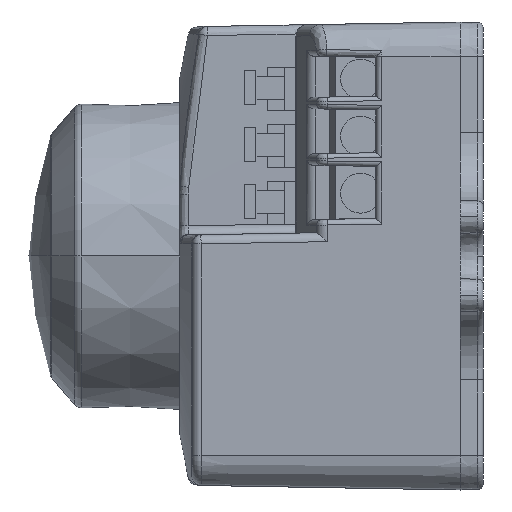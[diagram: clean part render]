
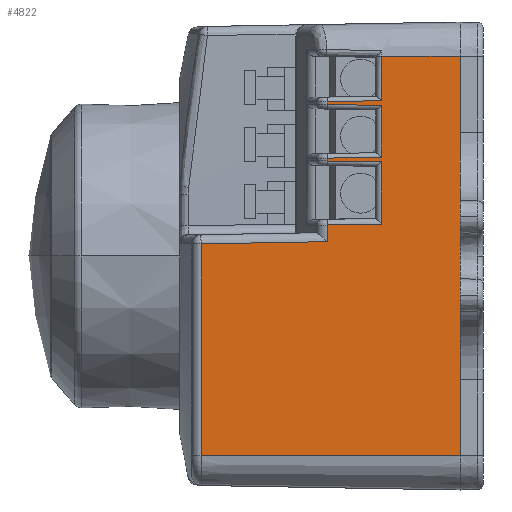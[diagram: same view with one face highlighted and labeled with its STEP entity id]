
A CAD part, left-side view. The second image highlights one B-rep face of the part: STEP entity #4822.
In plain terms, the highlighted face is planar.
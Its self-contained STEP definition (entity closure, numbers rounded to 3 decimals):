
#202 = CARTESIAN_POINT ( 'NONE',  ( -27.48, -13.191, 6.902 ) ) ;
#230 = ORIENTED_EDGE ( 'NONE', *, *, #6991, .F. ) ;
#295 = EDGE_LOOP ( 'NONE', ( #1749, #16057, #9162, #10673, #3817, #20114, #12487, #230, #11105, #15977, #5710, #3420, #5320, #493, #15078, #18097 ) ) ;
#493 = ORIENTED_EDGE ( 'NONE', *, *, #13526, .T. ) ;
#499 = VERTEX_POINT ( 'NONE', #20317 ) ;
#523 = VERTEX_POINT ( 'NONE', #12510 ) ;
#604 = CARTESIAN_POINT ( 'NONE',  ( -27.479, -13.608, 6.909 ) ) ;
#729 = CARTESIAN_POINT ( 'NONE',  ( -27.479, -9.049, 6.909 ) ) ;
#1020 = VERTEX_POINT ( 'NONE', #16368 ) ;
#1039 = VECTOR ( 'NONE', #12255, 1000. ) ;
#1059 = VECTOR ( 'NONE', #13007, 1000. ) ;
#1075 = LINE ( 'NONE', #18388, #2941 ) ;
#1154 = EDGE_CURVE ( 'NONE', #10476, #3300, #2622, .T. ) ;
#1749 = ORIENTED_EDGE ( 'NONE', *, *, #9633, .T. ) ;
#1916 = EDGE_CURVE ( 'NONE', #5378, #14635, #10237, .T. ) ;
#2176 = LINE ( 'NONE', #2474, #14424 ) ;
#2228 = VECTOR ( 'NONE', #6229, 1000. ) ;
#2236 = VERTEX_POINT ( 'NONE', #604 ) ;
#2474 = CARTESIAN_POINT ( 'NONE',  ( -27.396, -2.044, 11.665 ) ) ;
#2589 = LINE ( 'NONE', #202, #4021 ) ;
#2622 = LINE ( 'NONE', #4185, #12529 ) ;
#2691 = CARTESIAN_POINT ( 'NONE',  ( -27.396, -1.257, 11.665 ) ) ;
#2941 = VECTOR ( 'NONE', #12436, 1000. ) ;
#2979 = CARTESIAN_POINT ( 'NONE',  ( -27.608, -8.112, -0.447 ) ) ;
#3071 = VERTEX_POINT ( 'NONE', #19758 ) ;
#3216 = CARTESIAN_POINT ( 'NONE',  ( -27.479, -8.241, 6.909 ) ) ;
#3300 = VERTEX_POINT ( 'NONE', #11632 ) ;
#3380 = LINE ( 'NONE', #2979, #4660 ) ;
#3420 = ORIENTED_EDGE ( 'NONE', *, *, #5686, .T. ) ;
#3644 = EDGE_CURVE ( 'NONE', #3300, #14051, #2176, .T. ) ;
#3657 = CARTESIAN_POINT ( 'NONE',  ( -27.6, -17.5, 0. ) ) ;
#3817 = ORIENTED_EDGE ( 'NONE', *, *, #3644, .T. ) ;
#3933 = CARTESIAN_POINT ( 'NONE',  ( -27.6, 17.5, 0. ) ) ;
#3943 = DIRECTION ( 'NONE',  ( 0., 1., 0. ) ) ;
#4021 = VECTOR ( 'NONE', #8058, 1000. ) ;
#4185 = CARTESIAN_POINT ( 'NONE',  ( -27.594, -2.911, 0.354 ) ) ;
#4429 = VECTOR ( 'NONE', #10532, 1000. ) ;
#4486 = DIRECTION ( 'NONE',  ( 0.017, 0.017, 1. ) ) ;
#4660 = VECTOR ( 'NONE', #4839, 1000. ) ;
#4737 = VECTOR ( 'NONE', #16852, 1000. ) ;
#4822 = ADVANCED_FACE ( 'NONE', ( #5206 ), #10068, .T. ) ;
#4839 = DIRECTION ( 'NONE',  ( -0.017, 0.017, -1. ) ) ;
#5206 = FACE_OUTER_BOUND ( 'NONE', #295, .T. ) ;
#5320 = ORIENTED_EDGE ( 'NONE', *, *, #5718, .T. ) ;
#5378 = VERTEX_POINT ( 'NONE', #16883 ) ;
#5686 = EDGE_CURVE ( 'NONE', #2236, #3071, #15216, .T. ) ;
#5710 = ORIENTED_EDGE ( 'NONE', *, *, #12381, .T. ) ;
#5718 = EDGE_CURVE ( 'NONE', #3071, #10016, #1075, .T. ) ;
#5798 = DIRECTION ( 'NONE',  ( 0., 1., 0. ) ) ;
#5802 = CARTESIAN_POINT ( 'NONE',  ( -27.396, -13.274, 11.665 ) ) ;
#5871 = LINE ( 'NONE', #20374, #1039 ) ;
#5890 = DIRECTION ( 'NONE',  ( 0., 1., 0. ) ) ;
#5939 = VECTOR ( 'NONE', #16848, 1000. ) ;
#6018 = LINE ( 'NONE', #20113, #5939 ) ;
#6190 = EDGE_CURVE ( 'NONE', #11954, #17302, #11176, .T. ) ;
#6229 = DIRECTION ( 'NONE',  ( 0.017, 0., 1. ) ) ;
#6716 = CARTESIAN_POINT ( 'NONE',  ( -27.6, -17.5, 0. ) ) ;
#6991 = EDGE_CURVE ( 'NONE', #5378, #17302, #17255, .T. ) ;
#7772 = CARTESIAN_POINT ( 'NONE',  ( -27.6, 17.5, 0. ) ) ;
#7793 = EDGE_CURVE ( 'NONE', #14051, #11954, #5871, .T. ) ;
#8058 = DIRECTION ( 'NONE',  ( -0.017, 0.017, -1. ) ) ;
#8475 = DIRECTION ( 'NONE',  ( 0., 1., 0. ) ) ;
#8516 = CARTESIAN_POINT ( 'NONE',  ( -27.396, -8.575, 11.665 ) ) ;
#8692 = EDGE_CURVE ( 'NONE', #14635, #499, #9915, .T. ) ;
#9069 = AXIS2_PLACEMENT_3D ( 'NONE', #11404, #12944, #17683 ) ;
#9162 = ORIENTED_EDGE ( 'NONE', *, *, #20033, .T. ) ;
#9594 = VECTOR ( 'NONE', #5890, 1000. ) ;
#9633 = EDGE_CURVE ( 'NONE', #17542, #1020, #15410, .T. ) ;
#9915 = LINE ( 'NONE', #6716, #1059 ) ;
#10016 = VERTEX_POINT ( 'NONE', #5802 ) ;
#10068 = PLANE ( 'NONE',  #9069 ) ;
#10237 = LINE ( 'NONE', #3933, #4429 ) ;
#10476 = VERTEX_POINT ( 'NONE', #16669 ) ;
#10532 = DIRECTION ( 'NONE',  ( 0., -1., 0. ) ) ;
#10568 = CARTESIAN_POINT ( 'NONE',  ( -27.396, -7.936, 11.665 ) ) ;
#10673 = ORIENTED_EDGE ( 'NONE', *, *, #1154, .T. ) ;
#11105 = ORIENTED_EDGE ( 'NONE', *, *, #1916, .T. ) ;
#11176 = LINE ( 'NONE', #12716, #11519 ) ;
#11404 = CARTESIAN_POINT ( 'NONE',  ( -27.6, 17.5, 0. ) ) ;
#11519 = VECTOR ( 'NONE', #18989, 1000. ) ;
#11632 = CARTESIAN_POINT ( 'NONE',  ( -27.396, -2.715, 11.665 ) ) ;
#11701 = LINE ( 'NONE', #729, #13093 ) ;
#11887 = EDGE_CURVE ( 'NONE', #523, #17542, #6018, .T. ) ;
#11954 = VERTEX_POINT ( 'NONE', #12201 ) ;
#12201 = CARTESIAN_POINT ( 'NONE',  ( -27.204, -1.064, 22.714 ) ) ;
#12216 = CARTESIAN_POINT ( 'NONE',  ( -27.59, -13.719, 0.545 ) ) ;
#12255 = DIRECTION ( 'NONE',  ( 0.017, 0.017, 1. ) ) ;
#12381 = EDGE_CURVE ( 'NONE', #499, #2236, #15087, .T. ) ;
#12427 = VECTOR ( 'NONE', #3943, 1000. ) ;
#12436 = DIRECTION ( 'NONE',  ( 0., 1., 0. ) ) ;
#12487 = ORIENTED_EDGE ( 'NONE', *, *, #6190, .T. ) ;
#12510 = CARTESIAN_POINT ( 'NONE',  ( -27.479, -8.658, 6.909 ) ) ;
#12529 = VECTOR ( 'NONE', #18390, 1000. ) ;
#12716 = CARTESIAN_POINT ( 'NONE',  ( -27.204, 17.5, 22.714 ) ) ;
#12766 = CARTESIAN_POINT ( 'NONE',  ( -27.204, 17.5, 22.714 ) ) ;
#12944 = DIRECTION ( 'NONE',  ( -1., 0., 0.017 ) ) ;
#13007 = DIRECTION ( 'NONE',  ( 0.017, 0., 1. ) ) ;
#13093 = VECTOR ( 'NONE', #5798, 1000. ) ;
#13526 = EDGE_CURVE ( 'NONE', #10016, #17560, #2589, .T. ) ;
#13728 = CARTESIAN_POINT ( 'NONE',  ( -27.479, -13.999, 6.909 ) ) ;
#14051 = VERTEX_POINT ( 'NONE', #2691 ) ;
#14424 = VECTOR ( 'NONE', #8475, 1000. ) ;
#14635 = VERTEX_POINT ( 'NONE', #3657 ) ;
#15078 = ORIENTED_EDGE ( 'NONE', *, *, #20067, .T. ) ;
#15087 = LINE ( 'NONE', #13728, #9594 ) ;
#15216 = LINE ( 'NONE', #12216, #16453 ) ;
#15410 = LINE ( 'NONE', #10568, #4737 ) ;
#15924 = EDGE_CURVE ( 'NONE', #1020, #18840, #3380, .T. ) ;
#15977 = ORIENTED_EDGE ( 'NONE', *, *, #8692, .T. ) ;
#16016 = LINE ( 'NONE', #16325, #12427 ) ;
#16057 = ORIENTED_EDGE ( 'NONE', *, *, #15924, .T. ) ;
#16325 = CARTESIAN_POINT ( 'NONE',  ( -27.479, -3.285, 6.909 ) ) ;
#16368 = CARTESIAN_POINT ( 'NONE',  ( -27.396, -8.324, 11.665 ) ) ;
#16453 = VECTOR ( 'NONE', #4486, 1000. ) ;
#16669 = CARTESIAN_POINT ( 'NONE',  ( -27.479, -2.797, 6.909 ) ) ;
#16848 = DIRECTION ( 'NONE',  ( 0.017, 0.017, 1. ) ) ;
#16852 = DIRECTION ( 'NONE',  ( 0., 1., 0. ) ) ;
#16883 = CARTESIAN_POINT ( 'NONE',  ( -27.6, 17.5, 0. ) ) ;
#17255 = LINE ( 'NONE', #7772, #2228 ) ;
#17302 = VERTEX_POINT ( 'NONE', #12766 ) ;
#17542 = VERTEX_POINT ( 'NONE', #8516 ) ;
#17560 = VERTEX_POINT ( 'NONE', #20289 ) ;
#17683 = DIRECTION ( 'NONE',  ( 0., 1., 0. ) ) ;
#18097 = ORIENTED_EDGE ( 'NONE', *, *, #11887, .T. ) ;
#18388 = CARTESIAN_POINT ( 'NONE',  ( -27.396, -12.886, 11.665 ) ) ;
#18390 = DIRECTION ( 'NONE',  ( 0.017, 0.017, 1. ) ) ;
#18840 = VERTEX_POINT ( 'NONE', #3216 ) ;
#18989 = DIRECTION ( 'NONE',  ( 0., 1., 0. ) ) ;
#19758 = CARTESIAN_POINT ( 'NONE',  ( -27.396, -13.525, 11.665 ) ) ;
#20033 = EDGE_CURVE ( 'NONE', #18840, #10476, #16016, .T. ) ;
#20067 = EDGE_CURVE ( 'NONE', #17560, #523, #11701, .T. ) ;
#20113 = CARTESIAN_POINT ( 'NONE',  ( -27.397, -8.575, 11.658 ) ) ;
#20114 = ORIENTED_EDGE ( 'NONE', *, *, #7793, .T. ) ;
#20289 = CARTESIAN_POINT ( 'NONE',  ( -27.479, -13.191, 6.909 ) ) ;
#20317 = CARTESIAN_POINT ( 'NONE',  ( -27.479, -17.5, 6.909 ) ) ;
#20374 = CARTESIAN_POINT ( 'NONE',  ( -27.594, -1.455, 0.331 ) ) ;
